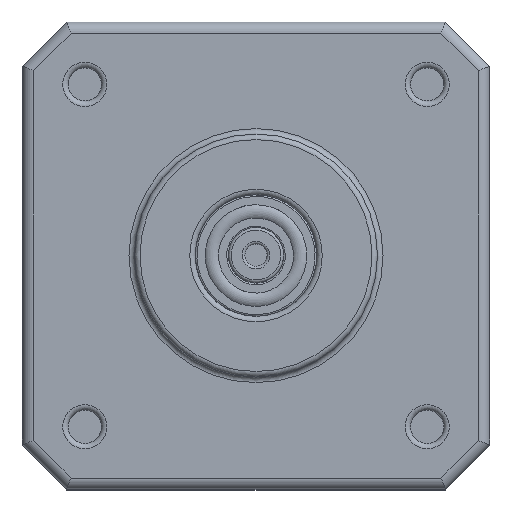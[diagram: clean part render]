
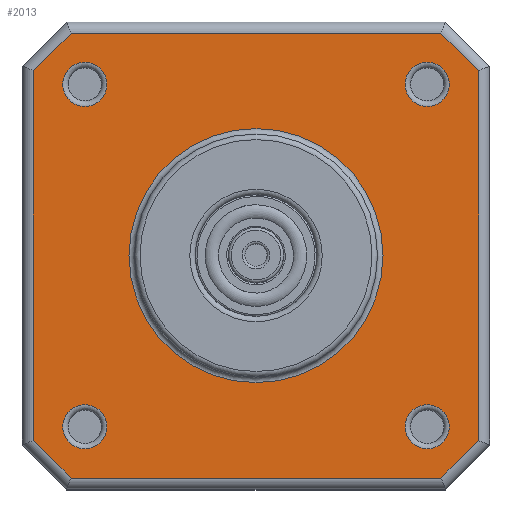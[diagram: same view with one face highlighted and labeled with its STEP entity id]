
A CAD part, top view. The second image highlights one B-rep face of the part: STEP entity #2013.
In plain terms, the highlighted face is planar.
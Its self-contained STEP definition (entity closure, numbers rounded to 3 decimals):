
#1887=CARTESIAN_POINT('',(0.0,0.0,0.0));
#1888=DIRECTION('',(0.0,0.0,-1.0));
#1889=DIRECTION('',(-1.0,0.0,0.0));
#1890=AXIS2_PLACEMENT_3D('',#1887,#1888,#1889);
#1891=PLANE('',#1890);
#1892=CARTESIAN_POINT('',(13.5,-15.5,0.));
#1893=VERTEX_POINT('',#1892);
#1894=CARTESIAN_POINT('',(15.5,-15.5,0.0));
#1895=DIRECTION('',(-0.0,-0.0,1.0));
#1896=DIRECTION('',(-1.0,0.0,0.0));
#1897=AXIS2_PLACEMENT_3D('',#1894,#1895,#1896);
#1898=CIRCLE('',#1897,2.0);
#1899=EDGE_CURVE('',#1893,#1893,#1898,.T.);
#1900=ORIENTED_EDGE('',*,*,#1899,.T.);
#1901=EDGE_LOOP('',(#1900));
#1902=FACE_BOUND('',#1901,.T.);
#1903=CARTESIAN_POINT('',(-17.5,-15.5,0.));
#1904=VERTEX_POINT('',#1903);
#1905=CARTESIAN_POINT('',(-15.5,-15.5,0.0));
#1906=DIRECTION('',(-0.0,-0.0,1.0));
#1907=DIRECTION('',(-1.0,0.0,0.0));
#1908=AXIS2_PLACEMENT_3D('',#1905,#1906,#1907);
#1909=CIRCLE('',#1908,2.0);
#1910=EDGE_CURVE('',#1904,#1904,#1909,.T.);
#1911=ORIENTED_EDGE('',*,*,#1910,.T.);
#1912=EDGE_LOOP('',(#1911));
#1913=FACE_BOUND('',#1912,.T.);
#1914=CARTESIAN_POINT('',(-17.5,15.5,0.));
#1915=VERTEX_POINT('',#1914);
#1916=CARTESIAN_POINT('',(-15.5,15.5,0.0));
#1917=DIRECTION('',(-0.0,-0.0,1.0));
#1918=DIRECTION('',(-1.0,0.0,0.0));
#1919=AXIS2_PLACEMENT_3D('',#1916,#1917,#1918);
#1920=CIRCLE('',#1919,2.0);
#1921=EDGE_CURVE('',#1915,#1915,#1920,.T.);
#1922=ORIENTED_EDGE('',*,*,#1921,.T.);
#1923=EDGE_LOOP('',(#1922));
#1924=FACE_BOUND('',#1923,.T.);
#1925=CARTESIAN_POINT('',(13.5,15.5,0.));
#1926=VERTEX_POINT('',#1925);
#1927=CARTESIAN_POINT('',(15.5,15.5,0.0));
#1928=DIRECTION('',(-0.0,-0.0,1.0));
#1929=DIRECTION('',(-1.0,0.0,0.0));
#1930=AXIS2_PLACEMENT_3D('',#1927,#1928,#1929);
#1931=CIRCLE('',#1930,2.0);
#1932=EDGE_CURVE('',#1926,#1926,#1931,.T.);
#1933=ORIENTED_EDGE('',*,*,#1932,.T.);
#1934=EDGE_LOOP('',(#1933));
#1935=FACE_BOUND('',#1934,.T.);
#1936=CARTESIAN_POINT('',(-11.5,0.,0.0));
#1937=VERTEX_POINT('',#1936);
#1938=CARTESIAN_POINT('',(0.0,0.0,0.0));
#1939=DIRECTION('',(-0.0,-0.0,1.0));
#1940=DIRECTION('',(-1.0,0.0,0.0));
#1941=AXIS2_PLACEMENT_3D('',#1938,#1939,#1940);
#1942=CIRCLE('',#1941,11.5);
#1943=EDGE_CURVE('',#1937,#1937,#1942,.T.);
#1944=ORIENTED_EDGE('',*,*,#1943,.T.);
#1945=EDGE_LOOP('',(#1944));
#1946=FACE_BOUND('',#1945,.T.);
#1947=CARTESIAN_POINT('',(20.15,-16.736,0.0));
#1948=VERTEX_POINT('',#1947);
#1949=CARTESIAN_POINT('',(16.736,-20.15,0.0));
#1950=VERTEX_POINT('',#1949);
#1951=CARTESIAN_POINT('',(20.15,-16.736,0.0));
#1952=DIRECTION('',(-0.707,-0.707,-0.0));
#1953=VECTOR('',#1952,4.828);
#1954=LINE('',#1951,#1953);
#1955=EDGE_CURVE('',#1948,#1950,#1954,.T.);
#1956=ORIENTED_EDGE('',*,*,#1955,.T.);
#1957=CARTESIAN_POINT('',(-16.736,-20.15,0.0));
#1958=VERTEX_POINT('',#1957);
#1959=CARTESIAN_POINT('',(16.736,-20.15,0.0));
#1960=DIRECTION('',(-1.0,0.,-0.0));
#1961=VECTOR('',#1960,33.472);
#1962=LINE('',#1959,#1961);
#1963=EDGE_CURVE('',#1950,#1958,#1962,.T.);
#1964=ORIENTED_EDGE('',*,*,#1963,.T.);
#1965=CARTESIAN_POINT('',(-20.15,-16.736,0.0));
#1966=VERTEX_POINT('',#1965);
#1967=CARTESIAN_POINT('',(-16.736,-20.15,0.0));
#1968=DIRECTION('',(-0.707,0.707,-0.0));
#1969=VECTOR('',#1968,4.828);
#1970=LINE('',#1967,#1969);
#1971=EDGE_CURVE('',#1958,#1966,#1970,.T.);
#1972=ORIENTED_EDGE('',*,*,#1971,.T.);
#1973=CARTESIAN_POINT('',(-20.15,16.736,0.0));
#1974=VERTEX_POINT('',#1973);
#1975=CARTESIAN_POINT('',(-20.15,-16.736,0.0));
#1976=DIRECTION('',(-0.0,1.0,-0.0));
#1977=VECTOR('',#1976,33.472);
#1978=LINE('',#1975,#1977);
#1979=EDGE_CURVE('',#1966,#1974,#1978,.T.);
#1980=ORIENTED_EDGE('',*,*,#1979,.T.);
#1981=CARTESIAN_POINT('',(-16.736,20.15,0.0));
#1982=VERTEX_POINT('',#1981);
#1983=CARTESIAN_POINT('',(-20.15,16.736,0.0));
#1984=DIRECTION('',(0.707,0.707,-0.0));
#1985=VECTOR('',#1984,4.828);
#1986=LINE('',#1983,#1985);
#1987=EDGE_CURVE('',#1974,#1982,#1986,.T.);
#1988=ORIENTED_EDGE('',*,*,#1987,.T.);
#1989=CARTESIAN_POINT('',(16.736,20.15,0.0));
#1990=VERTEX_POINT('',#1989);
#1991=CARTESIAN_POINT('',(-16.736,20.15,0.0));
#1992=DIRECTION('',(1.0,-0.0,-0.0));
#1993=VECTOR('',#1992,33.472);
#1994=LINE('',#1991,#1993);
#1995=EDGE_CURVE('',#1982,#1990,#1994,.T.);
#1996=ORIENTED_EDGE('',*,*,#1995,.T.);
#1997=CARTESIAN_POINT('',(20.15,16.736,0.0));
#1998=VERTEX_POINT('',#1997);
#1999=CARTESIAN_POINT('',(16.736,20.15,0.0));
#2000=DIRECTION('',(0.707,-0.707,-0.0));
#2001=VECTOR('',#2000,4.828);
#2002=LINE('',#1999,#2001);
#2003=EDGE_CURVE('',#1990,#1998,#2002,.T.);
#2004=ORIENTED_EDGE('',*,*,#2003,.T.);
#2005=CARTESIAN_POINT('',(20.15,16.736,0.0));
#2006=DIRECTION('',(0.,-1.0,-0.0));
#2007=VECTOR('',#2006,33.472);
#2008=LINE('',#2005,#2007);
#2009=EDGE_CURVE('',#1998,#1948,#2008,.T.);
#2010=ORIENTED_EDGE('',*,*,#2009,.T.);
#2011=EDGE_LOOP('',(#1956,#1964,#1972,#1980,#1988,#1996,#2004,#2010));
#2012=FACE_BOUND('',#2011,.T.);
#2013=ADVANCED_FACE('',(#1902,#1913,#1924,#1935,#1946,#2012),#1891,.T.);
